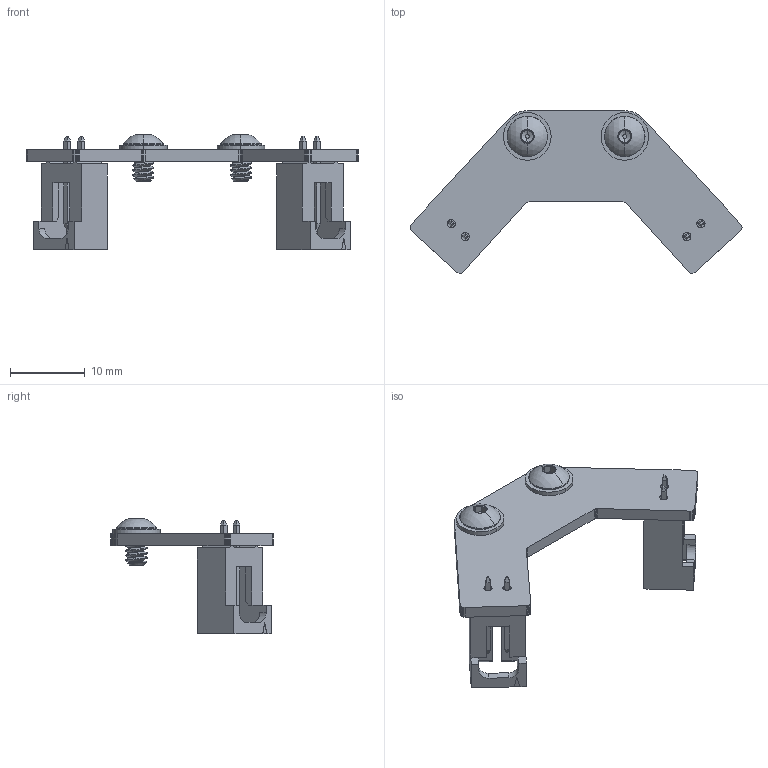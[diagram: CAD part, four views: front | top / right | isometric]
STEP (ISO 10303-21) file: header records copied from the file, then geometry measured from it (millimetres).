
FILE_DESCRIPTION(('KiCad electronic assembly'),'2;1');
FILE_NAME('kraken-can-adapter.step','2023-12-28T17:54:27',('Pcbnew'),( 'Kicad'),'Open CASCADE STEP processor 7.5','KiCad to STEP converter' ,'Unknown');
FILE_SCHEMA(('AUTOMOTIVE_DESIGN { 1 0 10303 214 1 1 1 1 }'));
Length unit declared in the file: millimetre
Products named in the file (8): kraken-can-adapter 1; 97565A113_Copper Mil. Spec. Washer; SOLID; 97715A424_Brass Button Head Hex Drive Screws; 705430036; COMPOUND; kraken-can-adapter PCB
Assembly tree (10 placements, depth 3):
  kraken-can-adapter 1
    97565A113_Copper Mil. Spec. Washer  x2
      SOLID
    97715A424_Brass Button Head Hex Drive Screws  x2
      SOLID
    705430036  x2
      COMPOUND
    kraken-can-adapter PCB
Bounding box: 44.29 x 21.69 x 15.37 mm (x, y, z)
Volume: 1421.5 mm3; surface area: 2654.4 mm2
Topology: 7 solids, 7 shells, 348 faces, 916 edges, 596 vertices
Faces by surface type: plane 244, cylinder 46, cone 28, torus 16, bspline 10, sphere 4
Full cylindrical faces by diameter (mm): 1.092 x4, 3.175 x2
Entity records: 16183 total; most frequent: CARTESIAN_POINT 5372, DIRECTION 1921, LINE 1342, VECTOR 1342, ORIENTED_EDGE 1082, PCURVE 1082, DEFINITIONAL_REPRESENTATION 1082, EDGE_CURVE 541
